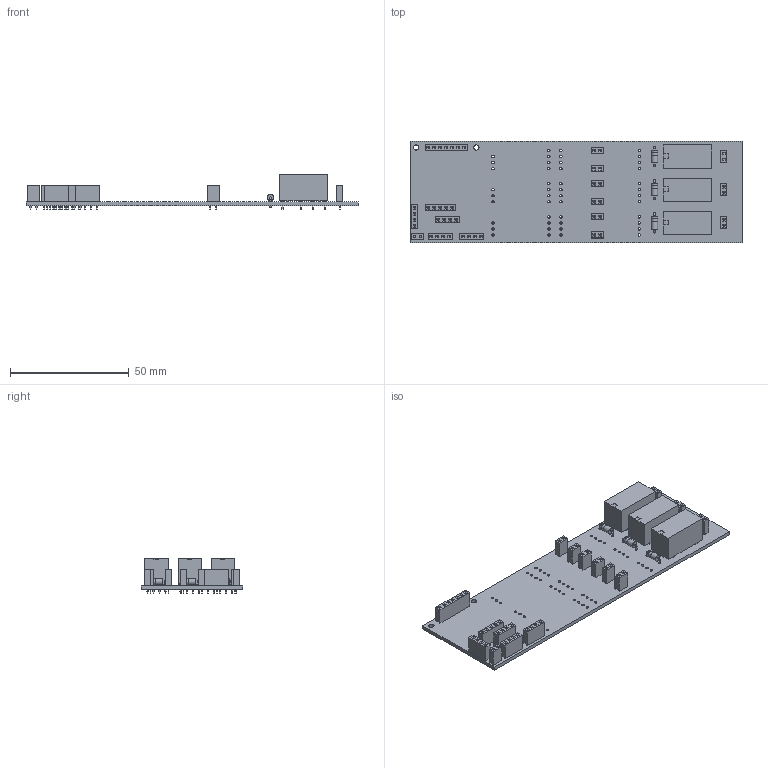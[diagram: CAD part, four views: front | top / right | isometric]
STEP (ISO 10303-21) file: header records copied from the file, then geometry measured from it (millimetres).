
FILE_DESCRIPTION(('FreeCAD Model'),'2;1');
FILE_NAME('Open CASCADE Shape Model','2021-06-12T16:53:58',( 'kicad StepUp'),('ksu MCAD'),'Open CASCADE STEP processor 7.5', 'FreeCAD','Unknown');
FILE_SCHEMA(('AUTOMOTIVE_DESIGN { 1 0 10303 214 1 1 1 1 }'));
Length unit declared in the file: millimetre
Products named in the file (12): SI5351_Breakout; Board_Geoms_30c2; Local_CS_30c2; Pcb_30c2; Step_Models_30c2; Top_30c2; RTC1_PinSocket_1x05_P254mm_Vertical_60BC109B; RX|TX_PinSocket_1x02_P254mm_Vertical_60BF7844; Display1_PinSocket_1x04_P254mm_Vertical_60BBDB80; K1_Relay_DPDT_Omron_G5V-2_60BA6CD1; D1_D_A-405_P7.62mm_Horizontal_60BAF973; SI5351_PinSocket_1x07_P254mm_Vertical_60BBB701
Assembly tree (27 placements, depth 4):
  SI5351_Breakout
    Board_Geoms_30c2
      Local_CS_30c2
      Pcb_30c2
    Step_Models_30c2
      Top_30c2
        RTC1_PinSocket_1x05_P254mm_Vertical_60BC109B
        RX|TX_PinSocket_1x02_P254mm_Vertical_60BF7844  x10
        Display1_PinSocket_1x04_P254mm_Vertical_60BBDB80  x4
        K1_Relay_DPDT_Omron_G5V-2_60BA6CD1  x3
        D1_D_A-405_P7.62mm_Horizontal_60BAF973  x3
        SI5351_PinSocket_1x07_P254mm_Vertical_60BBB701
Bounding box: 139.7 x 42.55 x 14.6 mm (x, y, z)
Volume: 18140.5 mm3; surface area: 20384.2 mm2
Topology: 23 solids, 23 shells, 2022 faces, 5184 edges, 3388 vertices
Faces by surface type: plane 1870, cylinder 146, torus 6
Full cylindrical faces by diameter (mm): 0.6 x12, 0.7 x24, 0.9 x6, 1 x93, 2.2 x2, 2.7 x6, 2.72 x3
Entity records: 30133 total; most frequent: CARTESIAN_POINT 4336, ORIENTED_EDGE 4228, DIRECTION 4056, EDGE_CURVE 2114, LINE 1848, VECTOR 1848, VERTEX_POINT 1384, FACE_BOUND 1126
